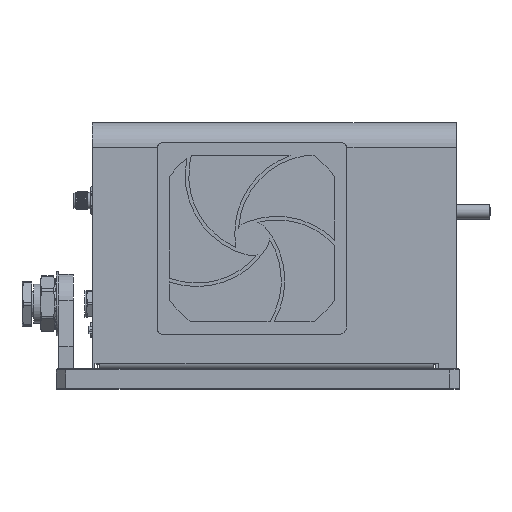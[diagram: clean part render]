
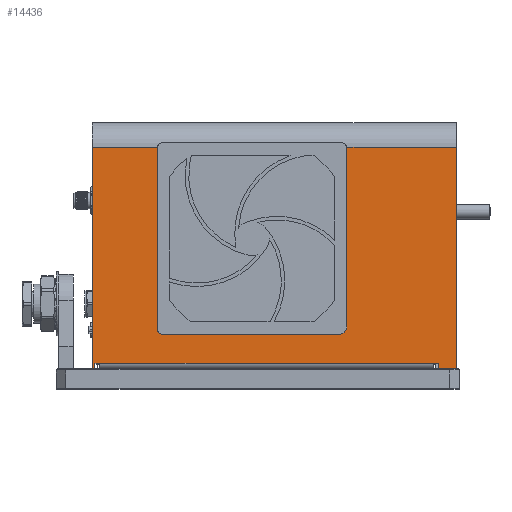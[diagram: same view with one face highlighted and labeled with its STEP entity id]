
A CAD part, top view. The second image highlights one B-rep face of the part: STEP entity #14436.
In plain terms, the highlighted planar face has unit normal (0, 0, 1).
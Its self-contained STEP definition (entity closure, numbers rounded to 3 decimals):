
#207 = DIRECTION ( 'NONE',  ( -1., 0., 0. ) ) ;
#903 = VERTEX_POINT ( 'NONE', #19896 ) ;
#1663 = DIRECTION ( 'NONE',  ( 0., 0., -1. ) ) ;
#1895 = CARTESIAN_POINT ( 'NONE',  ( 74.168, 149.174, 107.823 ) ) ;
#2043 = EDGE_CURVE ( 'NONE', #903, #903, #29480, .T. ) ;
#2049 = DIRECTION ( 'NONE',  ( 0., -1., 0. ) ) ;
#2354 = VECTOR ( 'NONE', #15804, 1000. ) ;
#2389 = LINE ( 'NONE', #26506, #14405 ) ;
#2451 = EDGE_LOOP ( 'NONE', ( #16763 ) ) ;
#2554 = DIRECTION ( 'NONE',  ( 0., 1., 0. ) ) ;
#2900 = CARTESIAN_POINT ( 'NONE',  ( 23.393, 16.129, 107.823 ) ) ;
#3049 = VERTEX_POINT ( 'NONE', #7405 ) ;
#3265 = VECTOR ( 'NONE', #3557, 1000. ) ;
#3305 = CARTESIAN_POINT ( 'NONE',  ( 74.168, 44.399, 107.823 ) ) ;
#3496 = ORIENTED_EDGE ( 'NONE', *, *, #4699, .F. ) ;
#3557 = DIRECTION ( 'NONE',  ( 0., 1., 0. ) ) ;
#3592 = ORIENTED_EDGE ( 'NONE', *, *, #8219, .F. ) ;
#3605 = ORIENTED_EDGE ( 'NONE', *, *, #5430, .F. ) ;
#3692 = FACE_BOUND ( 'NONE', #14944, .T. ) ;
#3802 = DIRECTION ( 'NONE',  ( 0., -1., 0. ) ) ;
#3838 = FACE_BOUND ( 'NONE', #11152, .T. ) ;
#3990 = FACE_OUTER_BOUND ( 'NONE', #19794, .T. ) ;
#4317 = VERTEX_POINT ( 'NONE', #9438 ) ;
#4502 = AXIS2_PLACEMENT_3D ( 'NONE', #5866, #1663, #13186 ) ;
#4699 = EDGE_CURVE ( 'NONE', #14396, #15116, #28865, .T. ) ;
#4832 = EDGE_CURVE ( 'NONE', #18317, #18317, #23146, .T. ) ;
#5217 = DIRECTION ( 'NONE',  ( -1., 0., 0. ) ) ;
#5382 = DIRECTION ( 'NONE',  ( 0., -1., 0. ) ) ;
#5430 = EDGE_CURVE ( 'NONE', #4317, #4317, #29134, .T. ) ;
#5437 = AXIS2_PLACEMENT_3D ( 'NONE', #26701, #14880, #5382 ) ;
#5866 = CARTESIAN_POINT ( 'NONE',  ( 23.393, 171.45, 107.823 ) ) ;
#6250 = CARTESIAN_POINT ( 'NONE',  ( 23.393, 12.7, 107.823 ) ) ;
#6896 = ORIENTED_EDGE ( 'NONE', *, *, #2043, .F. ) ;
#6964 = VERTEX_POINT ( 'NONE', #10896 ) ;
#7070 = VECTOR ( 'NONE', #15028, 1000. ) ;
#7088 = DIRECTION ( 'NONE',  ( 0., -1., 0. ) ) ;
#7405 = CARTESIAN_POINT ( 'NONE',  ( 126.568, 39.624, 107.823 ) ) ;
#7457 = ORIENTED_EDGE ( 'NONE', *, *, #12094, .T. ) ;
#7560 = DIRECTION ( 'NONE',  ( 0., 1., 0. ) ) ;
#8011 = CARTESIAN_POINT ( 'NONE',  ( 258.343, 155.575, 107.823 ) ) ;
#8113 = CARTESIAN_POINT ( 'NONE',  ( 25.044, 12.7, 107.823 ) ) ;
#8219 = EDGE_CURVE ( 'NONE', #22972, #9959, #8644, .T. ) ;
#8578 = DIRECTION ( 'NONE',  ( 1., 0., 0. ) ) ;
#8644 = LINE ( 'NONE', #16265, #2354 ) ;
#8757 = ORIENTED_EDGE ( 'NONE', *, *, #20395, .F. ) ;
#9438 = CARTESIAN_POINT ( 'NONE',  ( 74.168, 146.793, 107.823 ) ) ;
#9895 = LINE ( 'NONE', #22031, #17872 ) ;
#9959 = VERTEX_POINT ( 'NONE', #8113 ) ;
#10058 = DIRECTION ( 'NONE',  ( -1., 0., 0. ) ) ;
#10355 = LINE ( 'NONE', #8011, #18384 ) ;
#10511 = LINE ( 'NONE', #26699, #7070 ) ;
#10551 = CARTESIAN_POINT ( 'NONE',  ( 178.943, 42.018, 107.823 ) ) ;
#10616 = DIRECTION ( 'NONE',  ( 0., 0., 1. ) ) ;
#10733 = VECTOR ( 'NONE', #10058, 1000. ) ;
#10896 = CARTESIAN_POINT ( 'NONE',  ( 246.888, 16.129, 107.823 ) ) ;
#11152 = EDGE_LOOP ( 'NONE', ( #6896 ) ) ;
#11522 = ORIENTED_EDGE ( 'NONE', *, *, #14657, .F. ) ;
#11913 = EDGE_CURVE ( 'NONE', #3049, #3049, #28799, .T. ) ;
#11920 = CARTESIAN_POINT ( 'NONE',  ( 243.713, 16.129, 107.823 ) ) ;
#11971 = EDGE_CURVE ( 'NONE', #29618, #18364, #9895, .T. ) ;
#12094 = EDGE_CURVE ( 'NONE', #18708, #18364, #10355, .T. ) ;
#12396 = LINE ( 'NONE', #2900, #10733 ) ;
#12775 = CARTESIAN_POINT ( 'NONE',  ( 258.343, 155.575, 107.823 ) ) ;
#13147 = ORIENTED_EDGE ( 'NONE', *, *, #11913, .T. ) ;
#13186 = DIRECTION ( 'NONE',  ( 0., -1., 0. ) ) ;
#13209 = VECTOR ( 'NONE', #5217, 1000. ) ;
#13536 = VECTOR ( 'NONE', #8578, 1000. ) ;
#13650 = FACE_BOUND ( 'NONE', #28120, .T. ) ;
#13697 = AXIS2_PLACEMENT_3D ( 'NONE', #20301, #29788, #3802 ) ;
#13725 = LINE ( 'NONE', #6250, #13536 ) ;
#13966 = VECTOR ( 'NONE', #2554, 1000. ) ;
#14396 = VERTEX_POINT ( 'NONE', #20794 ) ;
#14405 = VECTOR ( 'NONE', #207, 1000. ) ;
#14436 = ADVANCED_FACE ( 'NONE', ( #13650, #27495, #25322, #3838, #3692, #3990 ), #27336, .F. ) ;
#14612 = CARTESIAN_POINT ( 'NONE',  ( 23.393, 12.7, 107.823 ) ) ;
#14657 = EDGE_CURVE ( 'NONE', #20314, #20314, #17945, .T. ) ;
#14792 = CARTESIAN_POINT ( 'NONE',  ( 246.888, 12.7, 107.823 ) ) ;
#14880 = DIRECTION ( 'NONE',  ( 0., 0., -1. ) ) ;
#14900 = EDGE_LOOP ( 'NONE', ( #13147 ) ) ;
#14944 = EDGE_LOOP ( 'NONE', ( #3605 ) ) ;
#15028 = DIRECTION ( 'NONE',  ( 1., 0., 0. ) ) ;
#15116 = VERTEX_POINT ( 'NONE', #19607 ) ;
#15804 = DIRECTION ( 'NONE',  ( 0., -1., 0. ) ) ;
#16265 = CARTESIAN_POINT ( 'NONE',  ( 25.044, 171.45, 107.823 ) ) ;
#16587 = DIRECTION ( 'NONE',  ( 0., 0., 1. ) ) ;
#16713 = LINE ( 'NONE', #26205, #13966 ) ;
#16763 = ORIENTED_EDGE ( 'NONE', *, *, #4832, .F. ) ;
#16956 = EDGE_CURVE ( 'NONE', #23702, #30307, #10511, .T. ) ;
#17281 = ORIENTED_EDGE ( 'NONE', *, *, #19031, .F. ) ;
#17506 = DIRECTION ( 'NONE',  ( -1., 0., 0. ) ) ;
#17872 = VECTOR ( 'NONE', #7560, 1000. ) ;
#17945 = CIRCLE ( 'NONE', #23418, 2.381 ) ;
#18317 = VERTEX_POINT ( 'NONE', #10551 ) ;
#18322 = CARTESIAN_POINT ( 'NONE',  ( 246.888, 171.45, 107.823 ) ) ;
#18364 = VERTEX_POINT ( 'NONE', #19968 ) ;
#18384 = VECTOR ( 'NONE', #17506, 1000. ) ;
#18708 = VERTEX_POINT ( 'NONE', #12775 ) ;
#19031 = EDGE_CURVE ( 'NONE', #15116, #22972, #12396, .T. ) ;
#19307 = CARTESIAN_POINT ( 'NONE',  ( 258.343, 12.7, 107.823 ) ) ;
#19607 = CARTESIAN_POINT ( 'NONE',  ( 28.219, 16.129, 107.823 ) ) ;
#19794 = EDGE_LOOP ( 'NONE', ( #3496, #24423, #8757, #21429, #27555, #7457, #26637, #24457, #3592, #17281 ) ) ;
#19896 = CARTESIAN_POINT ( 'NONE',  ( 74.168, 42.018, 107.823 ) ) ;
#19968 = CARTESIAN_POINT ( 'NONE',  ( 23.393, 155.575, 107.823 ) ) ;
#20009 = CARTESIAN_POINT ( 'NONE',  ( 178.943, 146.793, 107.823 ) ) ;
#20301 = CARTESIAN_POINT ( 'NONE',  ( 178.943, 44.399, 107.823 ) ) ;
#20314 = VERTEX_POINT ( 'NONE', #20009 ) ;
#20395 = EDGE_CURVE ( 'NONE', #23702, #6964, #30154, .T. ) ;
#20794 = CARTESIAN_POINT ( 'NONE',  ( 243.713, 16.129, 107.823 ) ) ;
#21429 = ORIENTED_EDGE ( 'NONE', *, *, #16956, .T. ) ;
#21553 = CARTESIAN_POINT ( 'NONE',  ( 25.044, 16.129, 107.823 ) ) ;
#22031 = CARTESIAN_POINT ( 'NONE',  ( 23.393, 171.45, 107.823 ) ) ;
#22972 = VERTEX_POINT ( 'NONE', #21553 ) ;
#23146 = CIRCLE ( 'NONE', #13697, 2.381 ) ;
#23418 = AXIS2_PLACEMENT_3D ( 'NONE', #28408, #16587, #7088 ) ;
#23702 = VERTEX_POINT ( 'NONE', #14792 ) ;
#24312 = EDGE_CURVE ( 'NONE', #6964, #14396, #2389, .T. ) ;
#24318 = DIRECTION ( 'NONE',  ( 0., -1., 0. ) ) ;
#24423 = ORIENTED_EDGE ( 'NONE', *, *, #24312, .F. ) ;
#24457 = ORIENTED_EDGE ( 'NONE', *, *, #28959, .T. ) ;
#25322 = FACE_BOUND ( 'NONE', #2451, .T. ) ;
#25401 = DIRECTION ( 'NONE',  ( 0., 0., 1. ) ) ;
#26205 = CARTESIAN_POINT ( 'NONE',  ( 258.343, 171.45, 107.823 ) ) ;
#26506 = CARTESIAN_POINT ( 'NONE',  ( 23.393, 16.129, 107.823 ) ) ;
#26637 = ORIENTED_EDGE ( 'NONE', *, *, #11971, .F. ) ;
#26660 = AXIS2_PLACEMENT_3D ( 'NONE', #1895, #25401, #2049 ) ;
#26699 = CARTESIAN_POINT ( 'NONE',  ( 23.393, 12.7, 107.823 ) ) ;
#26701 = CARTESIAN_POINT ( 'NONE',  ( 126.568, 96.774, 107.823 ) ) ;
#27336 = PLANE ( 'NONE',  #4502 ) ;
#27474 = EDGE_CURVE ( 'NONE', #30307, #18708, #16713, .T. ) ;
#27489 = AXIS2_PLACEMENT_3D ( 'NONE', #3305, #10616, #24318 ) ;
#27495 = FACE_BOUND ( 'NONE', #14900, .T. ) ;
#27555 = ORIENTED_EDGE ( 'NONE', *, *, #27474, .T. ) ;
#28120 = EDGE_LOOP ( 'NONE', ( #11522 ) ) ;
#28408 = CARTESIAN_POINT ( 'NONE',  ( 178.943, 149.174, 107.823 ) ) ;
#28799 = CIRCLE ( 'NONE', #5437, 57.15 ) ;
#28865 = LINE ( 'NONE', #11920, #13209 ) ;
#28959 = EDGE_CURVE ( 'NONE', #29618, #9959, #13725, .T. ) ;
#29134 = CIRCLE ( 'NONE', #26660, 2.381 ) ;
#29480 = CIRCLE ( 'NONE', #27489, 2.381 ) ;
#29618 = VERTEX_POINT ( 'NONE', #14612 ) ;
#29788 = DIRECTION ( 'NONE',  ( 0., 0., 1. ) ) ;
#30154 = LINE ( 'NONE', #18322, #3265 ) ;
#30307 = VERTEX_POINT ( 'NONE', #19307 ) ;
